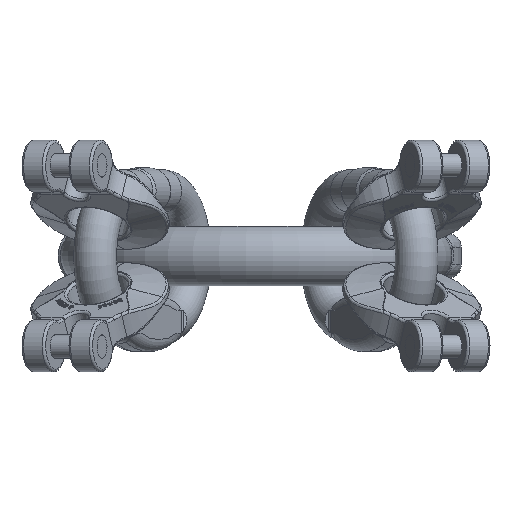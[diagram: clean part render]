
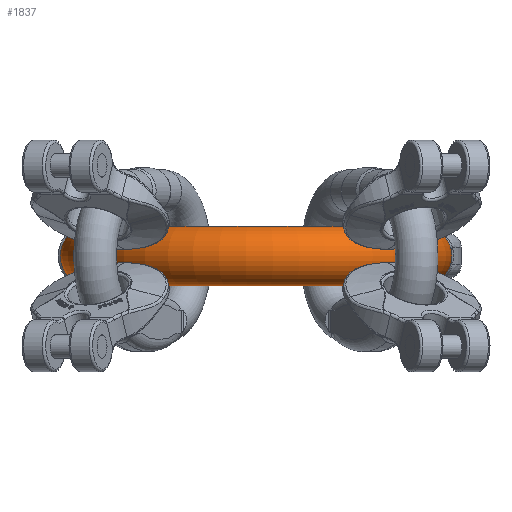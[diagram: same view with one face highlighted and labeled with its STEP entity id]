
A CAD part, front view. The second image highlights one B-rep face of the part: STEP entity #1837.
In plain terms, the highlighted toroidal (fillet/blend) face has major radius 64 mm and minor radius 11.5 mm.
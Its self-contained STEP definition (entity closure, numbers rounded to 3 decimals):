
#1229=TOROIDAL_SURFACE('',#21433,64.,11.5);
#1384=FACE_BOUND('',#4282,.T.);
#1385=FACE_BOUND('',#4283,.T.);
#1837=ADVANCED_FACE('',(#1384,#1385),#1229,.T.);
#4282=EDGE_LOOP('',(#9774));
#4283=EDGE_LOOP('',(#9775));
#7859=CIRCLE('',#21423,11.5);
#7861=CIRCLE('',#21431,11.5);
#9774=ORIENTED_EDGE('',*,*,#17030,.T.);
#9775=ORIENTED_EDGE('',*,*,#16996,.F.);
#14759=VERTEX_POINT('',#30596);
#14793=VERTEX_POINT('',#30806);
#16996=EDGE_CURVE('',#14759,#14759,#7859,.T.);
#17030=EDGE_CURVE('',#14793,#14793,#7861,.T.);
#21423=AXIS2_PLACEMENT_3D('',#30595,#23260,#23261);
#21431=AXIS2_PLACEMENT_3D('',#30805,#23284,#23285);
#21433=AXIS2_PLACEMENT_3D('',#30808,#23288,#23289);
#23260=DIRECTION('',(0.,1.,0.));
#23261=DIRECTION('',(-1.,0.,0.));
#23284=DIRECTION('',(0.,-1.,0.));
#23285=DIRECTION('',(1.,0.,0.));
#23288=DIRECTION('',(0.,0.,1.));
#23289=DIRECTION('',(1.,0.,0.));
#30595=CARTESIAN_POINT('',(-64.,-26.5,0.));
#30596=CARTESIAN_POINT('',(-75.5,-26.5,0.));
#30805=CARTESIAN_POINT('',(64.,-26.5,0.));
#30806=CARTESIAN_POINT('',(75.5,-26.5,0.));
#30808=CARTESIAN_POINT('',(0.,-26.5,0.));
